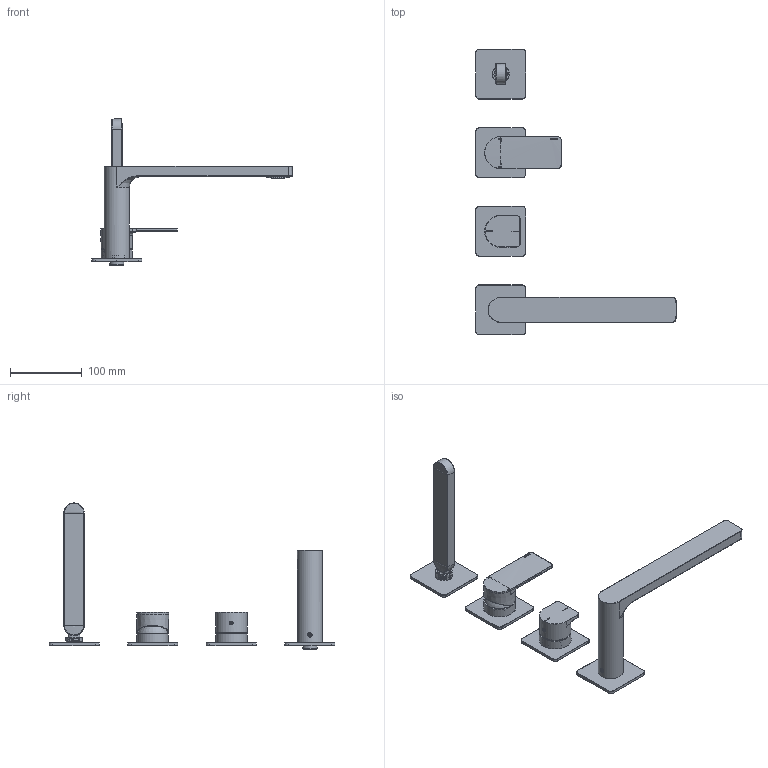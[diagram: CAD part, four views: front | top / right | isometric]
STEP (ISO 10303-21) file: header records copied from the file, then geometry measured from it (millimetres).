
FILE_DESCRIPTION(/* description */ ('Unknown'),/* implementation_level */ '2;1');
FILE_NAME(/* name */ 'GL073-00',/* time_stamp */ '2021-04-06T11:09:10+02:00',/* author */ ('Unknown'),/* organization */ ('Unknown'),/* preprocessor_version */ 'ST-DEVELOPER v16.7',/* originating_system */ 'DEX',/* authorisation */ $);
FILE_SCHEMA (('AUTOMOTIVE_DESIGN {1 0 10303 214 3 1 1}'));
Products named in the file (132): GL073-00; GL073-002_oa_0; CB031-05 rel1_oa_1; CW023-001_oa_2; CW023-08_oa_3; CW023-07_oa_4; CW023-06_oa_5; BR005-001_oa_6; BR005-001-1_oa_7; BR005-001-2_oa_8; BR005-001-3; BR005-001-4_oa_9; BR005-001-5_oa_10; BR005-001-6; CB023-01_oa_11; CB003-09; GL031-02; GL073-01; GL073-04_oa_12; GL073-02; GL003-09; GL073-004_oa_13; CW072-002_oa_14; grp doccia_oa_15; flex doccia follow_oa_16; G401T_R_204_oa_17; tubetto_oa_18; CB003-19_oa_19; kit portatubo follow-me_oa_20; tubo kit follow-me_oa_21; 3_1_oa_22; GL073-06_oa_23; CB031-05 rel1_oa_24; GL073-003_oa_25; CB031-05 rel1_oa_26; CW023-09_oa_27; CW023-05_oa_28; CB029-001_oa_29; SSR000027_SOLID_2_oa_30; SSR000027_SOLID_1_oa_31 ...
Assembly tree (134 placements, depth 5):
  GL073-00
    GL073-002_oa_0
      CB031-05 rel1_oa_1
      CW023-001_oa_2
        CW023-08_oa_3
        CW023-07_oa_4
        CW023-06_oa_5
      BR005-001_oa_6
        BR005-001-1_oa_7
        BR005-001-2_oa_8
        BR005-001-3
        BR005-001-4_oa_9
        BR005-001-5_oa_10
        BR005-001-6
      CB023-01_oa_11
      CB003-09
      GL031-02
      GL073-01
      GL073-04_oa_12
      GL073-02
      GL003-09
    GL073-004_oa_13
      CW072-002_oa_14
        grp doccia_oa_15
        flex doccia follow_oa_16
        G401T_R_204_oa_17
        tubetto_oa_18
        CB003-19_oa_19
        kit portatubo follow-me_oa_20
          tubo kit follow-me_oa_21
          3_1_oa_22
      GL073-06_oa_23
      CB031-05 rel1_oa_24
    GL073-003_oa_25
      CB031-05 rel1_oa_26
      CW023-09_oa_27
      CW023-05_oa_28
      CB029-001_oa_29
        SSR000027_SOLID_2_oa_30
        SSR000027_SOLID_1_oa_31
      CB029-13
      CW023-10_oa_32
      CW023-001_oa_33
        CW023-08_oa_34
        CW023-07_oa_35
        CW023-06_oa_36
      CB033-03
      CB005-11
      CB033-02
      GL073-04_oa_37
      GL073-01
      GL073-05
      GL003-09
    CW073-001_oa_38
      BR003-002-2 oring7.65x1.78.1_oa_39
      BR003-002-3 bussola_aggraffatura_oa_40
      CW003-002-4 treccia1_oa_41
      BR003-002-5 guarnizione_inserita_oa_42
      BR003-002-9 codolo_m10x1_oa_43
      BR003-002-6 bussola_aggraffatura1_oa_44
Bounding box: 280.45 x 400 x 204.51 mm (x, y, z)
Volume: 342829 mm3; surface area: 235729.1 mm2
Topology: 44 solids, 44 shells, 2737 faces, 6615 edges, 4102 vertices
Faces by surface type: plane 992, cylinder 690, torus 333, cone 329, bspline 318, sphere 75
Full cylindrical faces by diameter (mm): 3.2 x1, 3.242 x2, 4 x3, 4.1 x1, 4.2 x1, 4.5 x6, 5 x3, 5.2 x1, 6.2 x2, 6.7 x1, 7 x1, 8.9 x4, 9 x2, 10 x1, 10.5 x3, 12 x1, 12.5 x1, 12.9 x1, 15.8 x1, 16 x2, 17 x1, 17.5 x1, 18 x1, 18.4 x1, 19 x3, 19.9 x1, 20 x1, 20.4 x3, 20.5 x1, 21.8 x1
Entity records: 105911 total; most frequent: CARTESIAN_POINT 29118, DIRECTION 11886, ORIENTED_EDGE 11596, EDGE_CURVE 5798, AXIS2_PLACEMENT_3D 4732, VERTEX_POINT 3863, FACE_BOUND 3539, EDGE_LOOP 3536
